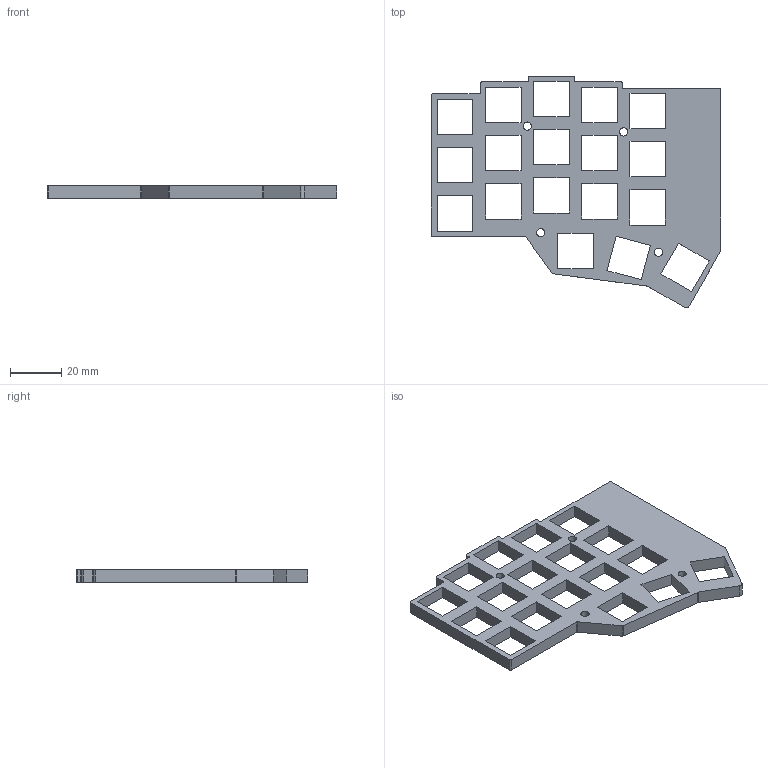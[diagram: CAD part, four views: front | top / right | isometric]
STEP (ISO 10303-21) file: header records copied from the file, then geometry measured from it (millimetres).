
FILE_DESCRIPTION(/* description */ ('STEP AP242','CAx-IF Rec.Pracs.---Representation and Presentation of Product Manufacturing Information (PMI)---4.0---2014-10-13','CAx-IF Rec.Pracs.---3D Tessellated Geometry---0.4---2014-09-14','2;1'),/* implementation_level */ '2;1');
FILE_NAME(/* name */ '6803d1fec7d200366b857ebd',/* time_stamp */ '2025-04-19T16:40:31Z',/* author */ (''),/* organization */ (''),/* preprocessor_version */ 'ST-DEVELOPER v20',/* originating_system */ 'ONSHAPE BY PTC INC, 1.196',/* authorisation */ ' ');
FILE_SCHEMA (('AP242_MANAGED_MODEL_BASED_3D_ENGINEERING_MIM_LF { 1 0 10303 442 1 1 4 }'));
Length unit declared in the file: metre
Products named in the file (1): closed plate
Bounding box: 113.46 x 90.68 x 5 mm (x, y, z)
Volume: 22605.2 mm3; surface area: 16135.4 mm2
Topology: 1 solids, 1 shells, 112 faces, 330 edges, 220 vertices
Faces by surface type: plane 92, cylinder 20
Full cylindrical faces by diameter (mm): 3.2 x4
Entity records: 3784 total; most frequent: CARTESIAN_POINT 659, ORIENTED_EDGE 652, DIRECTION 592, EDGE_CURVE 326, LINE 286, VECTOR 286, VERTEX_POINT 220, EDGE_LOOP 160
